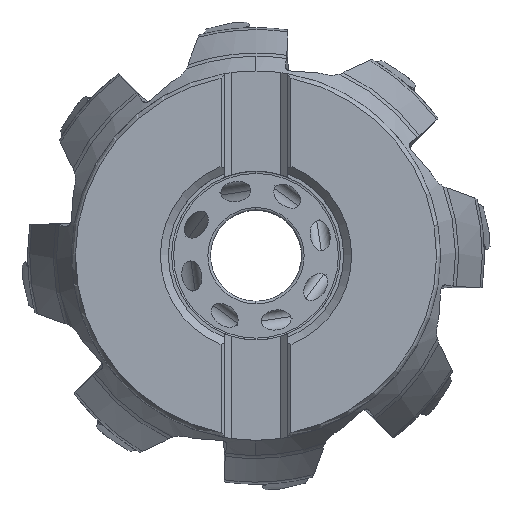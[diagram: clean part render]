
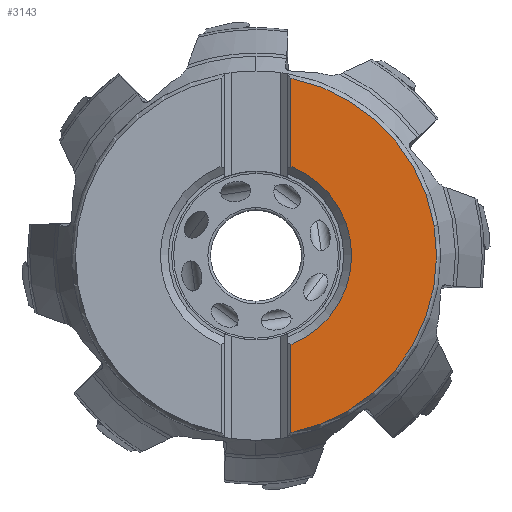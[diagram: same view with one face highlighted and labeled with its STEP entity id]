
A CAD part, top view. The second image highlights one B-rep face of the part: STEP entity #3143.
In plain terms, the highlighted planar face has unit normal (0, 0, 1).
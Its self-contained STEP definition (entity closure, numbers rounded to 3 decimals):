
#257=PLANE('',#19741);
#1160=LINE('',#28131,#2019);
#1161=LINE('',#28135,#2020);
#2019=VECTOR('',#22120,1.);
#2020=VECTOR('',#22123,1.);
#3143=ADVANCED_FACE('',(#4283),#257,.F.);
#4283=FACE_OUTER_BOUND('',#5323,.T.);
#5323=EDGE_LOOP('',(#7722,#7723,#7724,#7725,#7726));
#7722=ORIENTED_EDGE('',*,*,#15677,.F.);
#7723=ORIENTED_EDGE('',*,*,#15676,.F.);
#7724=ORIENTED_EDGE('',*,*,#15678,.T.);
#7725=ORIENTED_EDGE('',*,*,#15679,.F.);
#7726=ORIENTED_EDGE('',*,*,#15680,.T.);
#13653=VERTEX_POINT('',#28100);
#13656=VERTEX_POINT('',#28126);
#13657=VERTEX_POINT('',#28128);
#13658=VERTEX_POINT('',#28132);
#13659=VERTEX_POINT('',#28134);
#15676=EDGE_CURVE('',#13656,#13657,#18522,.T.);
#15677=EDGE_CURVE('',#13657,#13653,#18523,.T.);
#15678=EDGE_CURVE('',#13656,#13658,#1160,.T.);
#15679=EDGE_CURVE('',#13659,#13658,#18524,.T.);
#15680=EDGE_CURVE('',#13659,#13653,#1161,.T.);
#18522=CIRCLE('',#19737,27.18);
#18523=CIRCLE('',#19738,27.18);
#18524=CIRCLE('',#19740,14.4);
#19737=AXIS2_PLACEMENT_3D('',#28127,#22114,#22115);
#19738=AXIS2_PLACEMENT_3D('',#28129,#22116,#22117);
#19740=AXIS2_PLACEMENT_3D('',#28133,#22121,#22122);
#19741=AXIS2_PLACEMENT_3D('',#28136,#22124,#22125);
#22114=DIRECTION('',(0.,0.,-1.));
#22115=DIRECTION('',(0.194,0.981,0.));
#22116=DIRECTION('',(0.,0.,-1.));
#22117=DIRECTION('',(1.,-0.002,0.));
#22120=DIRECTION('',(0.,-1.,0.));
#22121=DIRECTION('',(0.,0.,1.));
#22122=DIRECTION('',(0.365,-0.931,0.));
#22123=DIRECTION('',(0.,-1.,0.));
#22124=DIRECTION('',(0.,0.,-1.));
#22125=DIRECTION('',(0.,1.,0.));
#28100=CARTESIAN_POINT('',(5.262,-26.666,0.));
#28126=CARTESIAN_POINT('',(5.262,26.666,0.));
#28127=CARTESIAN_POINT('',(0.,0.,0.));
#28128=CARTESIAN_POINT('',(27.18,-0.06,0.));
#28129=CARTESIAN_POINT('',(0.,0.,0.));
#28131=CARTESIAN_POINT('',(5.263,26.666,0.));
#28132=CARTESIAN_POINT('',(5.263,13.404,0.));
#28133=CARTESIAN_POINT('',(0.,0.,0.));
#28134=CARTESIAN_POINT('',(5.263,-13.404,0.));
#28135=CARTESIAN_POINT('',(5.263,-13.404,0.));
#28136=CARTESIAN_POINT('',(60.,48.,0.));
